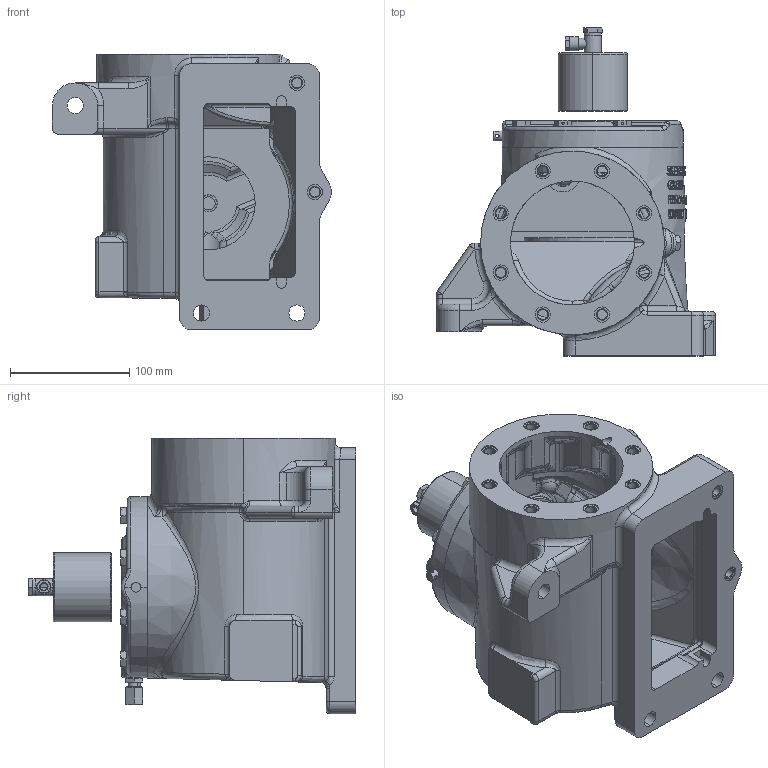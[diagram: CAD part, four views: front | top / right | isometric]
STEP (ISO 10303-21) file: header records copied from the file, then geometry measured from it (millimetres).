
FILE_DESCRIPTION (( 'STEP AP214' ), '1' );
FILE_NAME ('GL80-M_251622.STEP', '2013-09-18T06:25:41', ( 'Admin2' ), ( '' ), 'SwSTEP 2.0', 'SolidWorks 2010', '' );
FILE_SCHEMA (( 'AUTOMOTIVE_DESIGN' ));
Length unit declared in the file: millimetre
Products named in the file (1): GL80-M_251622
Bounding box: 234 x 275 x 231 mm (x, y, z)
Surface area: 342357.4 mm2 (no closed solid volume)
Topology: 0 solids, 40 shells, 1514 faces, 4626 edges, 3021 vertices
Faces by surface type: plane 482, bspline 478, cylinder 311, cone 124, torus 92, sphere 27
Entity records: 94733 total; most frequent: CARTESIAN_POINT 41438, ORIENTED_EDGE 7879, DIRECTION 6467, EDGE_CURVE 4563, VERTEX_POINT 3021, AXIS2_PLACEMENT_3D 2356, VECTOR 1755, LINE 1755
